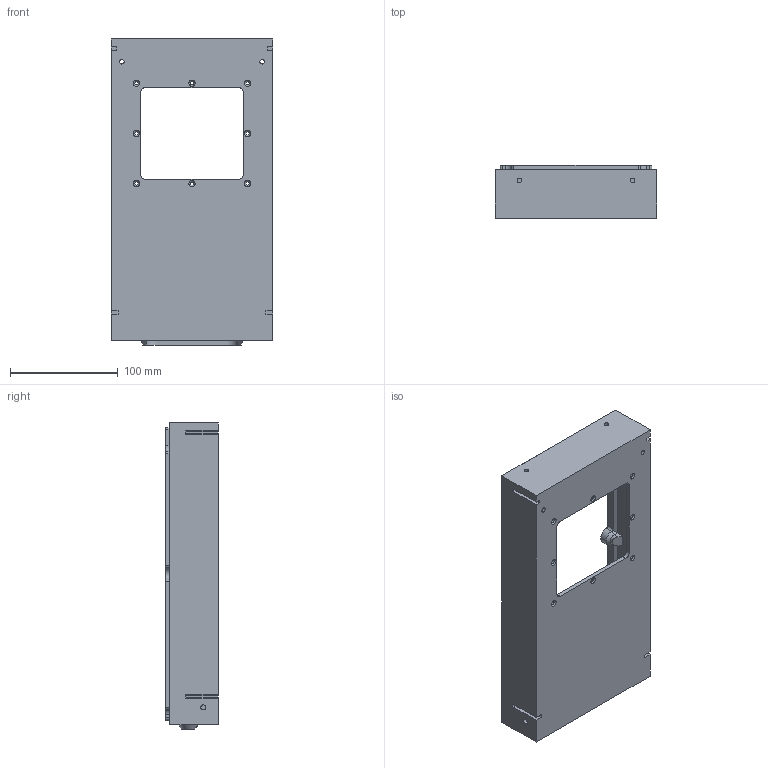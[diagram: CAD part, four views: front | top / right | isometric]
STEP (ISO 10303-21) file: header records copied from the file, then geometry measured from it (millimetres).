
FILE_DESCRIPTION(/* description */ (''),/* implementation_level */ '2;1');
FILE_NAME(/* name */ 'PCB_Body.step',/* time_stamp */ '2022-01-21T11:25:55+01:00',/* author */ (''),/* organization */ (''),/* preprocessor_version */ 'ST-DEVELOPER v18.1',/* originating_system */ 'Autodesk Translation Framework v10.13.0.1454',/* authorisation */ '');
FILE_SCHEMA (('AUTOMOTIVE_DESIGN { 1 0 10303 214 3 1 1 }'));
Length unit declared in the file: millimetre
Products named in the file (1): Body
Bounding box: 149.4 x 49 x 283.61 mm (x, y, z)
Volume: 309477.9 mm3; surface area: 163671.9 mm2
Topology: 1 solids, 1 shells, 486 faces, 1048 edges, 677 vertices
Faces by surface type: plane 268, cylinder 192, cone 18, bspline 8
Full cylindrical faces by diameter (mm): 3.3 x8, 4.2 x4, 4.7 x60, 9 x50
Entity records: 14823 total; most frequent: CARTESIAN_POINT 3800, DIRECTION 2386, ORIENTED_EDGE 2100, EDGE_CURVE 1050, AXIS2_PLACEMENT_3D 894, VERTEX_POINT 679, EDGE_LOOP 627, LINE 598
